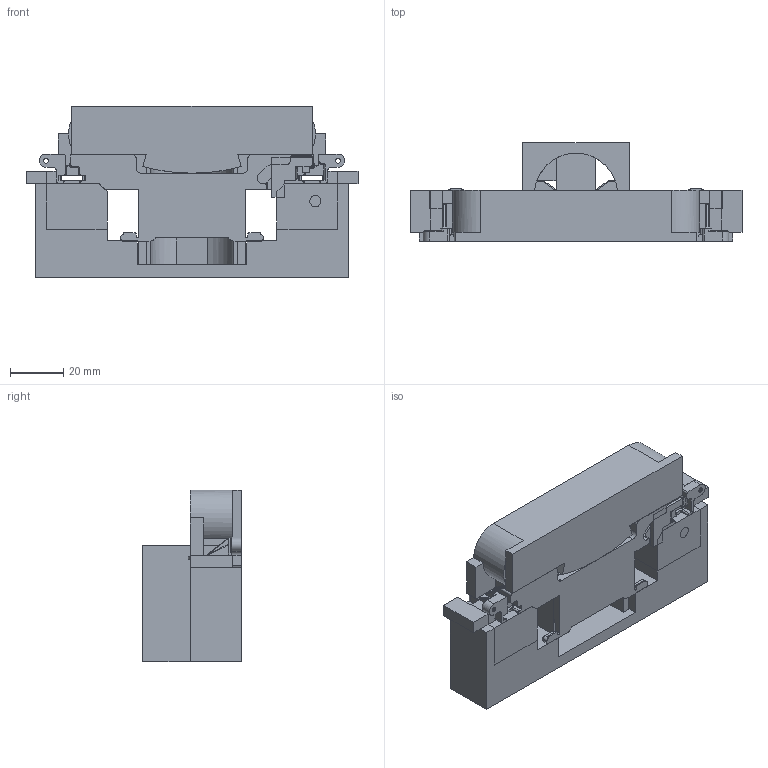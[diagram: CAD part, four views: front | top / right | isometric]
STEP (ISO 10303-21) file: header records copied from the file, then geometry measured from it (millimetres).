
FILE_DESCRIPTION (( 'STEP AP203' ), '1' );
FILE_NAME ('Rumble Pack Bracket - FIRES v8.STEP', '2020-08-18T20:42:51', ( '' ), ( '' ), 'SwSTEP 2.0', 'SolidWorks 2019', '' );
FILE_SCHEMA (( 'CONFIG_CONTROL_DESIGN' ));
Length unit declared in the file: millimetre
Products named in the file (1): Rumble Pack Bracket - FIRES v8
Bounding box: 125.15 x 37.23 x 64.8 mm (x, y, z)
Volume: 123998.8 mm3; surface area: 46362.4 mm2
Topology: 7 solids, 7 shells, 788 faces, 2082 edges, 1306 vertices
Faces by surface type: plane 460, cylinder 184, cone 119, bspline 20, torus 5
Entity records: 25143 total; most frequent: CARTESIAN_POINT 5654, ORIENTED_EDGE 4164, DIRECTION 3933, EDGE_CURVE 2082, LINE 1457, VECTOR 1457, VERTEX_POINT 1306, AXIS2_PLACEMENT_3D 1238
